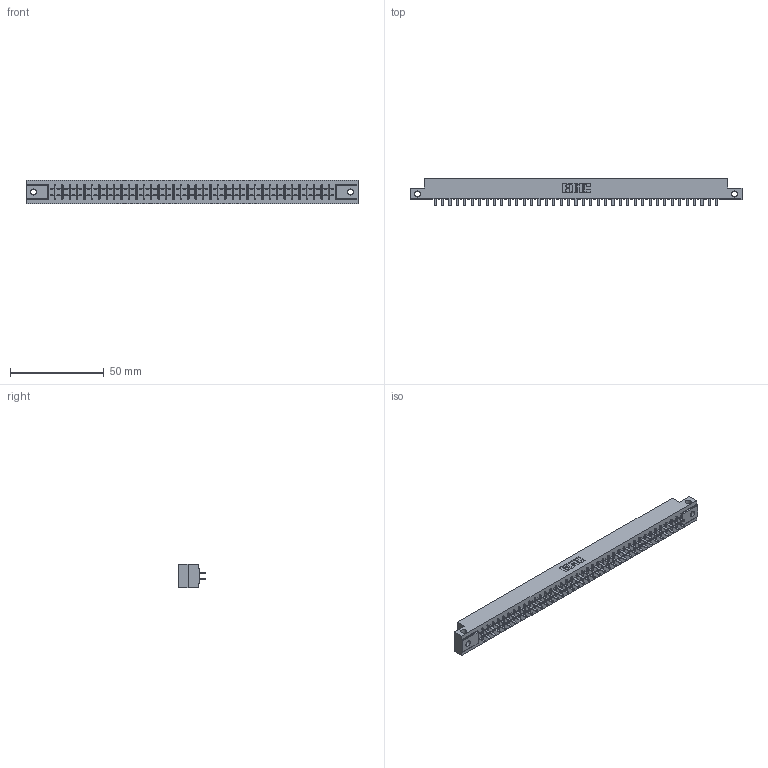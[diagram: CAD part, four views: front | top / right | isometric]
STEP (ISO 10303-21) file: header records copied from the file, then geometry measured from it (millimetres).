
FILE_DESCRIPTION (( 'STEP AP203' ), '1' );
FILE_NAME ('355-078-521-512.STEP', '2020-09-20T10:21:06', ( '' ), ( '' ), 'SwSTEP 2.0', 'SolidWorks 2020', '' );
FILE_SCHEMA (( 'CONFIG_CONTROL_DESIGN' ));
Length unit declared in the file: inch
Products named in the file (3): 305-290-001_521; 305 Part_.128 Dia; 355-078-521-512
Assembly tree (79 placements, depth 2):
  355-078-521-512
    305 Part_.128 Dia
    305-290-001_521  x78
Bounding box: 177.55 x 14.86 x 12.7 mm (x, y, z)
Volume: 17691.2 mm3; surface area: 23011.8 mm2
Topology: 79 solids, 79 shells, 3716 faces, 10609 edges, 6858 vertices
Faces by surface type: plane 2174, cylinder 1386, sphere 156
Entity records: 42878 total; most frequent: CARTESIAN_POINT 7143, ORIENTED_EDGE 7046, DIRECTION 6851, EDGE_CURVE 3523, LINE 2831, VECTOR 2831, VERTEX_POINT 2238, AXIS2_PLACEMENT_3D 2010
